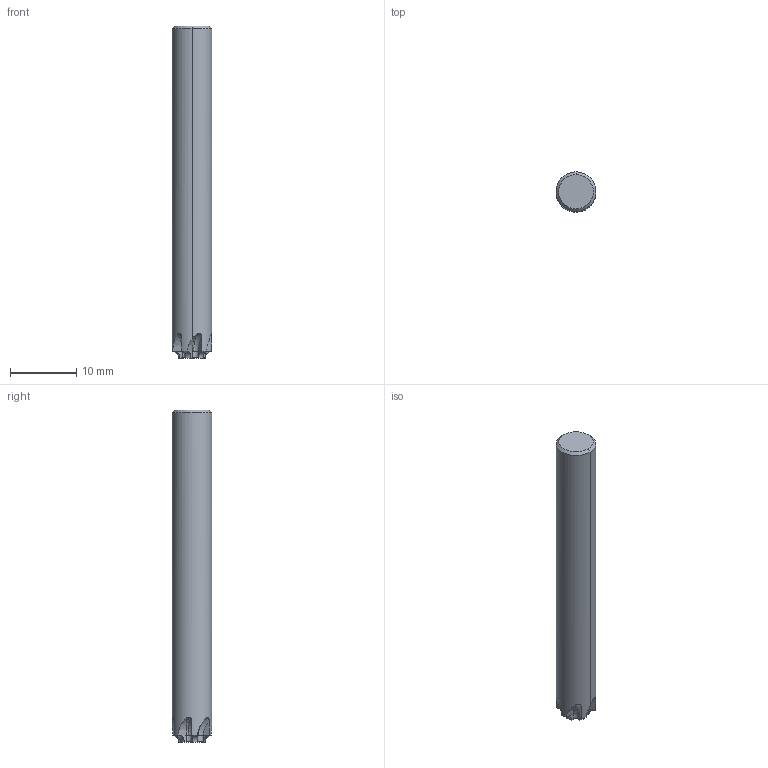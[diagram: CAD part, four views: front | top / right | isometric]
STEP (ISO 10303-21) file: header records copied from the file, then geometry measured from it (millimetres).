
FILE_DESCRIPTION(('no description'),'unknown implementation level');
FILE_NAME('K204108-4_1-Detail.stp',' ',('CIMSOURCE GmbH'),('CADClick - KiM GmbH - www.kimweb.de'),'unknown preprocess','ACIS','unknown authorization');
FILE_SCHEMA(('automotive_design'));
Length unit declared in the file: millimetre
Products named in the file (2): NOCUT; CUT
Bounding box: 6 x 6 x 50 mm (x, y, z)
Volume: 1373.6 mm3; surface area: 1047.1 mm2
Topology: 2 solids, 2 shells, 76 faces, 216 edges, 144 vertices
Faces by surface type: bspline 30, torus 18, cone 12, plane 10, cylinder 6
Entity records: 6189 total; most frequent: CARTESIAN_POINT 1998, STYLED_ITEM 438, PRESENTATION_STYLE_ASSIGNMENT 438, COLOUR_RGB 438, ORIENTED_EDGE 432, DIRECTION 266, EDGE_CURVE 216, CURVE_STYLE 216
